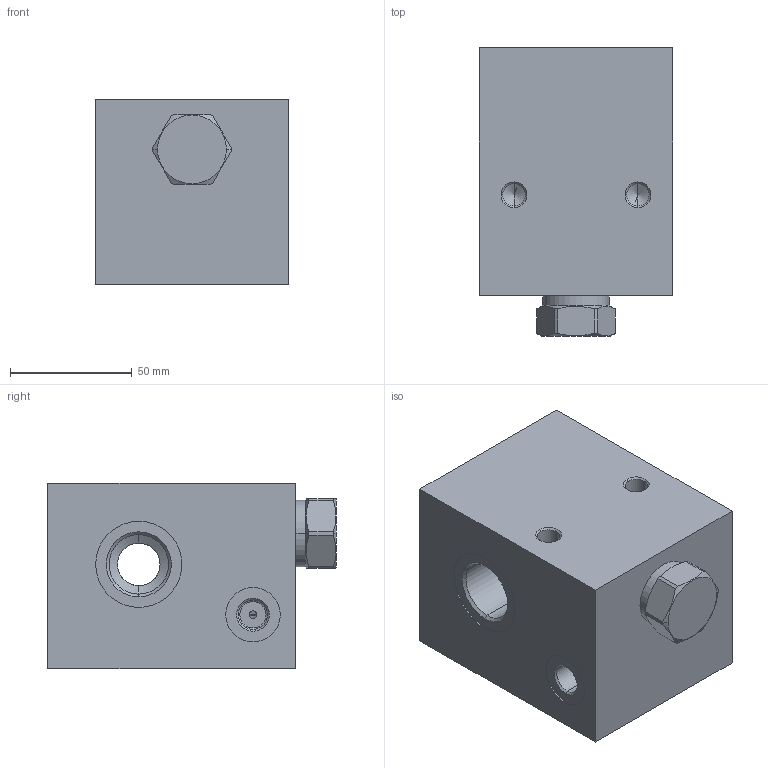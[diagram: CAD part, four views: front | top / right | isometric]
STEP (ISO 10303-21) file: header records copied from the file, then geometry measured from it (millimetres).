
FILE_DESCRIPTION((''),'2;1');
FILE_NAME('B5W_ASM','2021-01-05T',('ProEService'),(''),'PRO/ENGINEER BY PARAMETRIC TECHNOLOGY CORPORATION, 2014200','PRO/ENGINEER BY PARAMETRIC TECHNOLOGY CORPORATION, 2014200','');
FILE_SCHEMA(('CONFIG_CONTROL_DESIGN'));
Length unit declared in the file: inch
Products named in the file (3): 151-198-006; CXEDXCN; B5W_ASM
Assembly tree (2 placements, depth 2):
  B5W_ASM
    151-198-006
    CXEDXCN
Bounding box: 79.38 x 118.26 x 76.2 mm (x, y, z)
Volume: 522781.1 mm3; surface area: 71576.1 mm2
Topology: 4 solids, 5 shells, 295 faces, 953 edges, 778 vertices
Faces by surface type: cylinder 126, cone 70, plane 61, torus 26, revolution 8, sphere 4
Entity records: 11805 total; most frequent: CARTESIAN_POINT 3473, DIRECTION 1800, ORIENTED_EDGE 1390, EDGE_CURVE 695, AXIS2_PLACEMENT_3D 646, VECTOR 500, LINE 500, VERTEX_POINT 428
